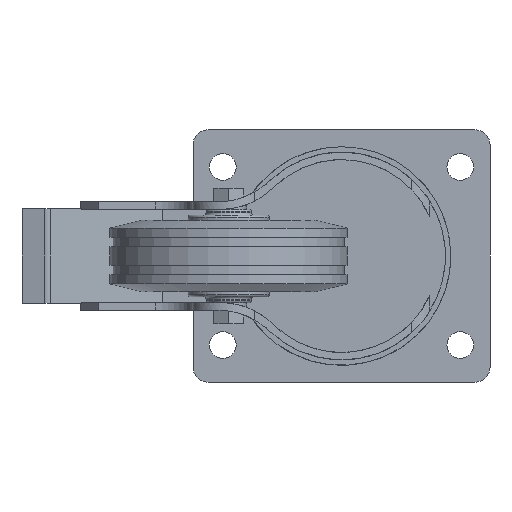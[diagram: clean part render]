
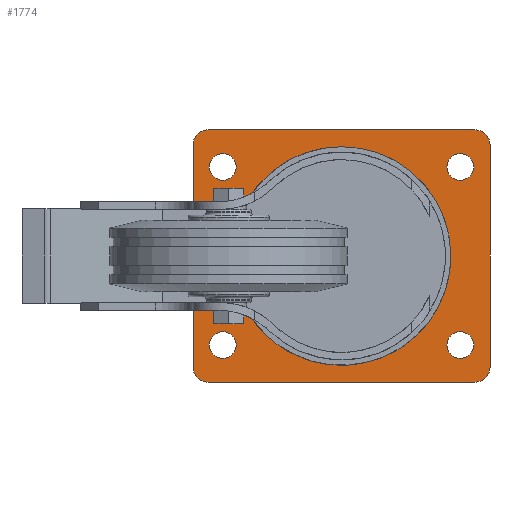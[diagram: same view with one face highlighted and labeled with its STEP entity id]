
A CAD part, front view. The second image highlights one B-rep face of the part: STEP entity #1774.
In plain terms, the highlighted planar face has unit normal (0, -1, 0).
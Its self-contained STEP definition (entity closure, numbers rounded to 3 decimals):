
#132=LINE('',#2937,#264);
#136=LINE('',#2949,#268);
#140=LINE('',#2961,#272);
#144=LINE('',#2992,#276);
#264=VECTOR('',#2301,1000.);
#268=VECTOR('',#2313,1000.);
#272=VECTOR('',#2325,1000.);
#276=VECTOR('',#2361,1000.);
#343=PLANE('',#1956);
#645=ORIENTED_EDGE('',*,*,#938,.F.);
#646=ORIENTED_EDGE('',*,*,#1019,.T.);
#647=ORIENTED_EDGE('',*,*,#1017,.T.);
#648=ORIENTED_EDGE('',*,*,#1015,.T.);
#649=ORIENTED_EDGE('',*,*,#1013,.T.);
#650=ORIENTED_EDGE('',*,*,#993,.F.);
#651=ORIENTED_EDGE('',*,*,#1022,.F.);
#652=ORIENTED_EDGE('',*,*,#1011,.F.);
#653=ORIENTED_EDGE('',*,*,#1008,.F.);
#654=ORIENTED_EDGE('',*,*,#1005,.F.);
#655=ORIENTED_EDGE('',*,*,#1002,.F.);
#656=ORIENTED_EDGE('',*,*,#999,.F.);
#657=ORIENTED_EDGE('',*,*,#996,.F.);
#938=EDGE_CURVE('',#1166,#1166,#1298,.F.);
#993=EDGE_CURVE('',#1198,#1199,#1309,.T.);
#996=EDGE_CURVE('',#1199,#1201,#132,.T.);
#999=EDGE_CURVE('',#1201,#1203,#1311,.T.);
#1002=EDGE_CURVE('',#1203,#1205,#136,.T.);
#1005=EDGE_CURVE('',#1205,#1207,#1313,.T.);
#1008=EDGE_CURVE('',#1207,#1209,#140,.T.);
#1011=EDGE_CURVE('',#1209,#1211,#1315,.T.);
#1013=EDGE_CURVE('',#1212,#1212,#1316,.T.);
#1015=EDGE_CURVE('',#1214,#1214,#1318,.T.);
#1017=EDGE_CURVE('',#1216,#1216,#1320,.T.);
#1019=EDGE_CURVE('',#1218,#1218,#1322,.T.);
#1022=EDGE_CURVE('',#1211,#1198,#144,.T.);
#1166=VERTEX_POINT('',#2794);
#1198=VERTEX_POINT('',#2930);
#1199=VERTEX_POINT('',#2932);
#1201=VERTEX_POINT('',#2938);
#1203=VERTEX_POINT('',#2944);
#1205=VERTEX_POINT('',#2950);
#1207=VERTEX_POINT('',#2956);
#1209=VERTEX_POINT('',#2962);
#1211=VERTEX_POINT('',#2968);
#1212=VERTEX_POINT('',#2972);
#1214=VERTEX_POINT('',#2977);
#1216=VERTEX_POINT('',#2982);
#1218=VERTEX_POINT('',#2987);
#1298=CIRCLE('',#1885,36.799);
#1309=CIRCLE('',#1930,5.1);
#1311=CIRCLE('',#1934,5.1);
#1313=CIRCLE('',#1938,5.1);
#1315=CIRCLE('',#1942,5.1);
#1316=CIRCLE('',#1944,4.5);
#1318=CIRCLE('',#1947,4.5);
#1320=CIRCLE('',#1950,4.5);
#1322=CIRCLE('',#1953,4.5);
#1420=EDGE_LOOP('',(#645));
#1421=EDGE_LOOP('',(#646));
#1422=EDGE_LOOP('',(#647));
#1423=EDGE_LOOP('',(#648));
#1424=EDGE_LOOP('',(#649));
#1425=EDGE_LOOP('',(#650,#651,#652,#653,#654,#655,#656,#657));
#1584=FACE_BOUND('',#1420,.T.);
#1585=FACE_BOUND('',#1421,.T.);
#1586=FACE_BOUND('',#1422,.T.);
#1587=FACE_BOUND('',#1423,.T.);
#1588=FACE_BOUND('',#1424,.T.);
#1589=FACE_BOUND('',#1425,.T.);
#1774=ADVANCED_FACE('',(#1584,#1585,#1586,#1587,#1588,#1589),#343,.F.);
#1885=AXIS2_PLACEMENT_3D('',#2793,#2175,#2176);
#1930=AXIS2_PLACEMENT_3D('',#2931,#2295,#2296);
#1934=AXIS2_PLACEMENT_3D('',#2943,#2307,#2308);
#1938=AXIS2_PLACEMENT_3D('',#2955,#2319,#2320);
#1942=AXIS2_PLACEMENT_3D('',#2967,#2331,#2332);
#1944=AXIS2_PLACEMENT_3D('',#2971,#2336,#2337);
#1947=AXIS2_PLACEMENT_3D('',#2976,#2342,#2343);
#1950=AXIS2_PLACEMENT_3D('',#2981,#2348,#2349);
#1953=AXIS2_PLACEMENT_3D('',#2986,#2354,#2355);
#1956=AXIS2_PLACEMENT_3D('',#2993,#2362,#2363);
#2175=DIRECTION('',(0.,1.,0.));
#2176=DIRECTION('',(0.,0.,1.));
#2295=DIRECTION('',(0.,1.,0.));
#2296=DIRECTION('',(1.,0.,0.));
#2301=DIRECTION('',(0.,0.,1.));
#2307=DIRECTION('',(0.,1.,0.));
#2308=DIRECTION('',(1.,0.,0.));
#2313=DIRECTION('',(1.,0.,0.));
#2319=DIRECTION('',(0.,1.,0.));
#2320=DIRECTION('',(1.,0.,0.));
#2325=DIRECTION('',(0.,0.,-1.));
#2331=DIRECTION('',(0.,1.,0.));
#2332=DIRECTION('',(1.,0.,0.));
#2336=DIRECTION('',(0.,1.,0.));
#2337=DIRECTION('',(1.,0.,0.));
#2342=DIRECTION('',(0.,1.,0.));
#2343=DIRECTION('',(1.,0.,0.));
#2348=DIRECTION('',(0.,1.,0.));
#2349=DIRECTION('',(1.,0.,0.));
#2354=DIRECTION('',(0.,1.,0.));
#2355=DIRECTION('',(1.,0.,0.));
#2361=DIRECTION('',(-1.,0.,0.));
#2362=DIRECTION('',(0.,1.,0.));
#2363=DIRECTION('',(0.,0.,1.));
#2793=CARTESIAN_POINT('',(38.,59.427,0.));
#2794=CARTESIAN_POINT('',(38.,59.427,36.799));
#2930=CARTESIAN_POINT('',(-6.9,59.427,-42.5));
#2931=CARTESIAN_POINT('',(-6.9,59.427,-37.4));
#2932=CARTESIAN_POINT('',(-12.,59.427,-37.4));
#2937=CARTESIAN_POINT('',(-12.,59.427,-37.4));
#2938=CARTESIAN_POINT('',(-12.,59.427,37.4));
#2943=CARTESIAN_POINT('',(-6.9,59.427,37.4));
#2944=CARTESIAN_POINT('',(-6.9,59.427,42.5));
#2949=CARTESIAN_POINT('',(-6.9,59.427,42.5));
#2950=CARTESIAN_POINT('',(82.9,59.427,42.5));
#2955=CARTESIAN_POINT('',(82.9,59.427,37.4));
#2956=CARTESIAN_POINT('',(88.,59.427,37.4));
#2961=CARTESIAN_POINT('',(88.,59.427,37.4));
#2962=CARTESIAN_POINT('',(88.,59.427,-37.4));
#2967=CARTESIAN_POINT('',(82.9,59.427,-37.4));
#2968=CARTESIAN_POINT('',(82.9,59.427,-42.5));
#2971=CARTESIAN_POINT('',(78.,59.427,-30.));
#2972=CARTESIAN_POINT('',(82.5,59.427,-30.));
#2976=CARTESIAN_POINT('',(78.,59.427,30.));
#2977=CARTESIAN_POINT('',(82.5,59.427,30.));
#2981=CARTESIAN_POINT('',(-2.,59.427,-30.));
#2982=CARTESIAN_POINT('',(2.5,59.427,-30.));
#2986=CARTESIAN_POINT('',(-2.,59.427,30.));
#2987=CARTESIAN_POINT('',(2.5,59.427,30.));
#2992=CARTESIAN_POINT('',(82.9,59.427,-42.5));
#2993=CARTESIAN_POINT('',(-6.9,59.427,-37.4));
